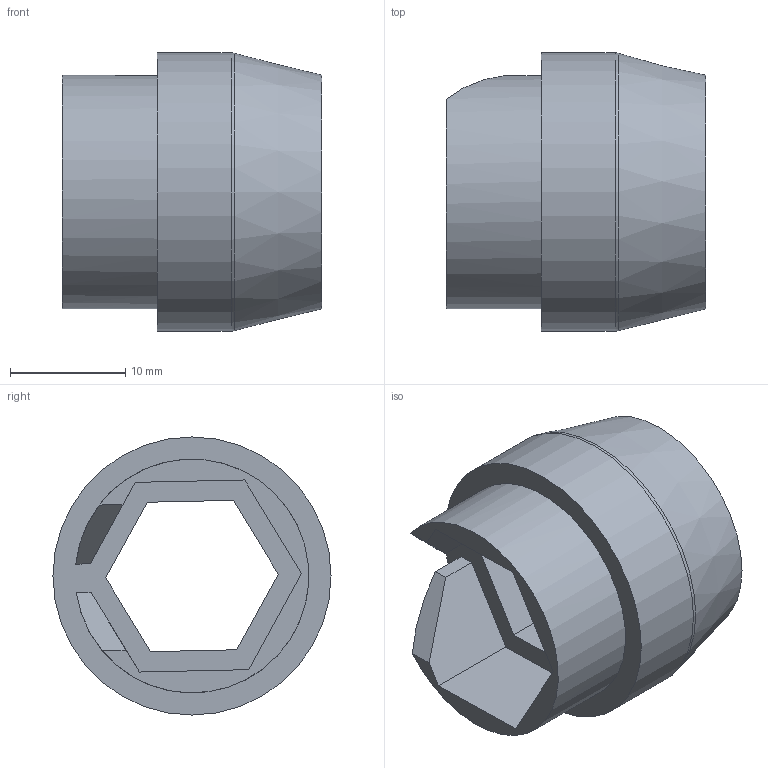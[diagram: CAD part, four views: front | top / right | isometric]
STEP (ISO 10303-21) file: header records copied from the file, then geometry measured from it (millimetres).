
FILE_DESCRIPTION(/* description */ (''),/* implementation_level */ '2;1');
FILE_NAME(/* name */ 'Tape Spool Hub.step',/* time_stamp */ '2023-09-15T11:04:21-04:00',/* author */ (''),/* organization */ (''),/* preprocessor_version */ 'ST-DEVELOPER v20',/* originating_system */ 'Autodesk Translation Framework v12.9.0.99',/* authorisation */ '');
FILE_SCHEMA (('AUTOMOTIVE_DESIGN { 1 0 10303 214 3 1 1 }'));
Length unit declared in the file: inch
Products named in the file (1): Tape Spool Hub
Bounding box: 22.54 x 24.13 x 24.13 mm (x, y, z)
Volume: 4581.7 mm3; surface area: 3095.1 mm2
Topology: 1 solids, 1 shells, 23 faces, 60 edges, 40 vertices
Faces by surface type: plane 19, cylinder 2, torus 1, cone 1
Full cylindrical faces by diameter (mm): 24.13 x1
Entity records: 744 total; most frequent: CARTESIAN_POINT 124, ORIENTED_EDGE 120, DIRECTION 119, EDGE_CURVE 60, LINE 49, VECTOR 49, VERTEX_POINT 40, AXIS2_PLACEMENT_3D 35
